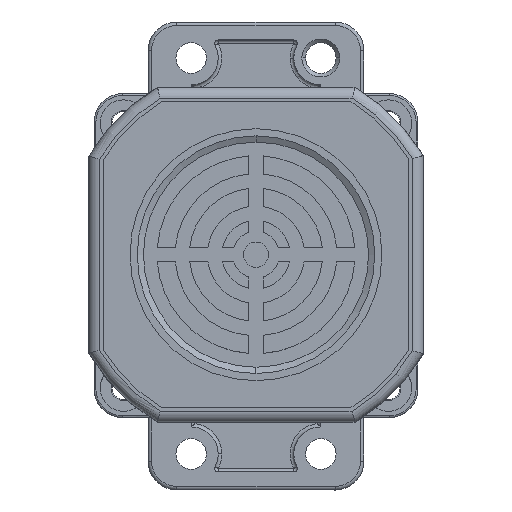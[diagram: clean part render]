
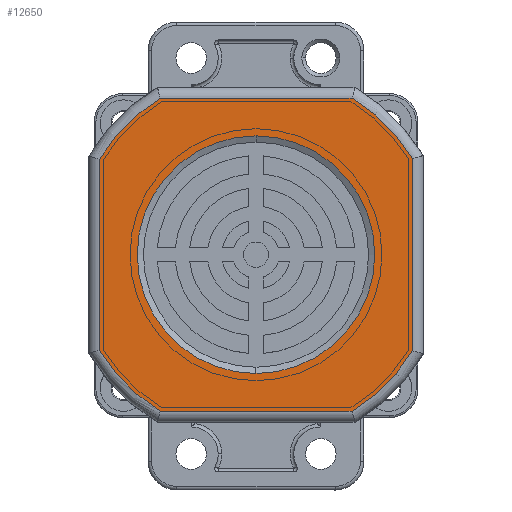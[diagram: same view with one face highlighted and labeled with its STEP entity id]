
A CAD part, top view. The second image highlights one B-rep face of the part: STEP entity #12650.
In plain terms, the highlighted face is planar.
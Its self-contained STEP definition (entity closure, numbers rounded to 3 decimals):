
#58 = ORIENTED_EDGE ( 'NONE', *, *, #6096, .T. ) ;
#224 = LINE ( 'NONE', #5891, #278 ) ;
#278 = VECTOR ( 'NONE', #5917, 1000. ) ;
#337 = CIRCLE ( 'NONE', #10421, 51. ) ;
#529 = VECTOR ( 'NONE', #7156, 1000. ) ;
#534 = LINE ( 'NONE', #7263, #529 ) ;
#765 = CIRCLE ( 'NONE', #10670, 51. ) ;
#808 = VECTOR ( 'NONE', #8368, 1000. ) ;
#858 = LINE ( 'NONE', #8344, #808 ) ;
#906 = AXIS2_PLACEMENT_3D ( 'NONE', #3606, #3510, #3483 ) ;
#1142 = CARTESIAN_POINT ( 'NONE',  ( 0., 0., 33. ) ) ;
#1342 = EDGE_LOOP ( 'NONE', ( #13343, #6249 ) ) ;
#2429 = DIRECTION ( 'NONE',  ( 0., 0., -1. ) ) ;
#2462 = DIRECTION ( 'NONE',  ( 0., -1., 0. ) ) ;
#2482 = CARTESIAN_POINT ( 'NONE',  ( 0., 0., 0. ) ) ;
#2591 = EDGE_CURVE ( 'NONE', #9086, #14520, #10340, .T. ) ;
#2650 = DIRECTION ( 'NONE',  ( 0., 0., 1. ) ) ;
#2703 = DIRECTION ( 'NONE',  ( 0., -1., 0. ) ) ;
#2710 = CARTESIAN_POINT ( 'NONE',  ( 0.05, 0., 0. ) ) ;
#3483 = DIRECTION ( 'NONE',  ( 0., 0., 1. ) ) ;
#3510 = DIRECTION ( 'NONE',  ( 0., 1., 0. ) ) ;
#3606 = CARTESIAN_POINT ( 'NONE',  ( 0.05, 0., 0. ) ) ;
#4066 = DIRECTION ( 'NONE',  ( -1., 0., 0. ) ) ;
#4088 = CARTESIAN_POINT ( 'NONE',  ( 0.05, 0., 43.5 ) ) ;
#4197 = PLANE ( 'NONE',  #906 ) ;
#4216 = DIRECTION ( 'NONE',  ( 0., 0., 1. ) ) ;
#4237 = DIRECTION ( 'NONE',  ( 0., -1., 0. ) ) ;
#4245 = CARTESIAN_POINT ( 'NONE',  ( 0.05, 0., 0. ) ) ;
#4353 = EDGE_LOOP ( 'NONE', ( #12656, #5774, #18599, #8972, #10785, #17245, #58, #6393 ) ) ;
#5774 = ORIENTED_EDGE ( 'NONE', *, *, #5823, .T. ) ;
#5789 = EDGE_CURVE ( 'NONE', #16254, #16846, #858, .T. ) ;
#5823 = EDGE_CURVE ( 'NONE', #16846, #16066, #765, .T. ) ;
#5879 = EDGE_CURVE ( 'NONE', #16066, #6477, #534, .T. ) ;
#5891 = CARTESIAN_POINT ( 'NONE',  ( 43.5, 0., 0. ) ) ;
#5917 = DIRECTION ( 'NONE',  ( 0., 0., 1. ) ) ;
#5955 = EDGE_CURVE ( 'NONE', #6477, #14615, #337, .T. ) ;
#5985 = EDGE_CURVE ( 'NONE', #14615, #15669, #224, .T. ) ;
#6038 = DIRECTION ( 'NONE',  ( 0., 0., 1. ) ) ;
#6062 = DIRECTION ( 'NONE',  ( 0., -1., 0. ) ) ;
#6087 = EDGE_CURVE ( 'NONE', #15669, #17461, #22775, .T. ) ;
#6096 = EDGE_CURVE ( 'NONE', #17461, #12056, #22799, .T. ) ;
#6118 = CARTESIAN_POINT ( 'NONE',  ( 0.05, 0., 0. ) ) ;
#6233 = EDGE_CURVE ( 'NONE', #12056, #16254, #22351, .T. ) ;
#6241 = EDGE_CURVE ( 'NONE', #14520, #9086, #22228, .T. ) ;
#6249 = ORIENTED_EDGE ( 'NONE', *, *, #2591, .F. ) ;
#6393 = ORIENTED_EDGE ( 'NONE', *, *, #6233, .T. ) ;
#6477 = VERTEX_POINT ( 'NONE', #21698 ) ;
#7156 = DIRECTION ( 'NONE',  ( 1., 0., 0. ) ) ;
#7263 = CARTESIAN_POINT ( 'NONE',  ( 0.05, 0., -43.5 ) ) ;
#7674 = CARTESIAN_POINT ( 'NONE',  ( -43.5, 0., -26.54 ) ) ;
#7757 = DIRECTION ( 'NONE',  ( 0., 0., 1. ) ) ;
#7761 = DIRECTION ( 'NONE',  ( 0., -1., 0. ) ) ;
#7787 = CARTESIAN_POINT ( 'NONE',  ( 0.05, 0., 0. ) ) ;
#8344 = CARTESIAN_POINT ( 'NONE',  ( -43.5, 0., 0. ) ) ;
#8368 = DIRECTION ( 'NONE',  ( 0., 0., -1. ) ) ;
#8551 = CARTESIAN_POINT ( 'NONE',  ( 43.5, 0., -26.705 ) ) ;
#8972 = ORIENTED_EDGE ( 'NONE', *, *, #5955, .T. ) ;
#9086 = VERTEX_POINT ( 'NONE', #1142 ) ;
#9419 = CARTESIAN_POINT ( 'NONE',  ( 0., 0., -33. ) ) ;
#9982 = AXIS2_PLACEMENT_3D ( 'NONE', #2482, #2462, #2429 ) ;
#10048 = AXIS2_PLACEMENT_3D ( 'NONE', #2710, #2703, #2650 ) ;
#10295 = AXIS2_PLACEMENT_3D ( 'NONE', #4245, #4237, #4216 ) ;
#10340 = CIRCLE ( 'NONE', #14689, 33. ) ;
#10421 = AXIS2_PLACEMENT_3D ( 'NONE', #6118, #6062, #6038 ) ;
#10670 = AXIS2_PLACEMENT_3D ( 'NONE', #7787, #7761, #7757 ) ;
#10785 = ORIENTED_EDGE ( 'NONE', *, *, #5985, .T. ) ;
#12056 = VERTEX_POINT ( 'NONE', #12370 ) ;
#12370 = CARTESIAN_POINT ( 'NONE',  ( -26.572, 0., 43.5 ) ) ;
#12650 = ADVANCED_FACE ( 'NONE', ( #18948, #18953 ), #4197, .F. ) ;
#12656 = ORIENTED_EDGE ( 'NONE', *, *, #5789, .T. ) ;
#13343 = ORIENTED_EDGE ( 'NONE', *, *, #6241, .F. ) ;
#14520 = VERTEX_POINT ( 'NONE', #9419 ) ;
#14615 = VERTEX_POINT ( 'NONE', #8551 ) ;
#14689 = AXIS2_PLACEMENT_3D ( 'NONE', #19733, #19654, #19585 ) ;
#15238 = CARTESIAN_POINT ( 'NONE',  ( -43.5, 0., 26.54 ) ) ;
#15669 = VERTEX_POINT ( 'NONE', #22579 ) ;
#16066 = VERTEX_POINT ( 'NONE', #17984 ) ;
#16254 = VERTEX_POINT ( 'NONE', #15238 ) ;
#16846 = VERTEX_POINT ( 'NONE', #7674 ) ;
#17245 = ORIENTED_EDGE ( 'NONE', *, *, #6087, .T. ) ;
#17461 = VERTEX_POINT ( 'NONE', #20699 ) ;
#17984 = CARTESIAN_POINT ( 'NONE',  ( -26.572, 0., -43.5 ) ) ;
#18599 = ORIENTED_EDGE ( 'NONE', *, *, #5879, .T. ) ;
#18948 = FACE_OUTER_BOUND ( 'NONE', #4353, .T. ) ;
#18953 = FACE_BOUND ( 'NONE', #1342, .T. ) ;
#19585 = DIRECTION ( 'NONE',  ( 0., 0., -1. ) ) ;
#19654 = DIRECTION ( 'NONE',  ( 0., -1., 0. ) ) ;
#19733 = CARTESIAN_POINT ( 'NONE',  ( 0., 0., 0. ) ) ;
#20699 = CARTESIAN_POINT ( 'NONE',  ( 26.673, 0., 43.5 ) ) ;
#21698 = CARTESIAN_POINT ( 'NONE',  ( 26.673, 0., -43.5 ) ) ;
#22228 = CIRCLE ( 'NONE', #9982, 33. ) ;
#22351 = CIRCLE ( 'NONE', #10048, 51. ) ;
#22579 = CARTESIAN_POINT ( 'NONE',  ( 43.5, 0., 26.705 ) ) ;
#22705 = VECTOR ( 'NONE', #4066, 1000. ) ;
#22775 = CIRCLE ( 'NONE', #10295, 51. ) ;
#22799 = LINE ( 'NONE', #4088, #22705 ) ;
